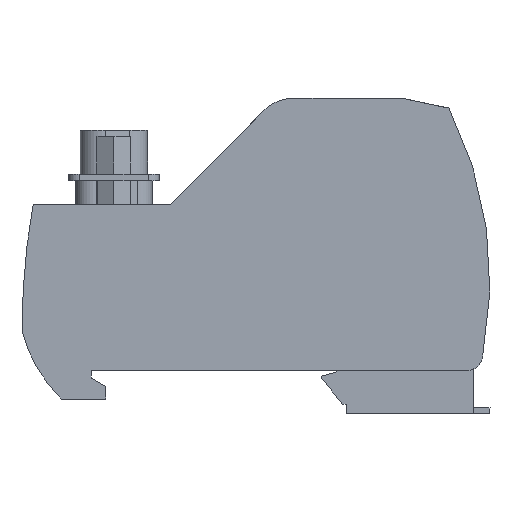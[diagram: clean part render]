
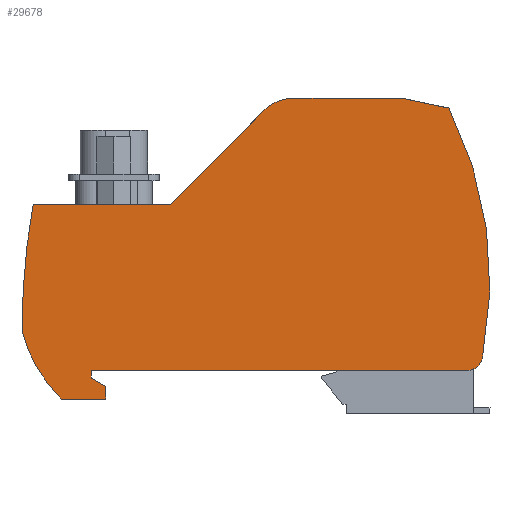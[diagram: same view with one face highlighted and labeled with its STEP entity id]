
A CAD part, left-side view. The second image highlights one B-rep face of the part: STEP entity #29678.
In plain terms, the highlighted face is planar.
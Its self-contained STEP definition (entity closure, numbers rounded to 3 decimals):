
#236=CIRCLE('',#30020,5.504);
#350=CIRCLE('',#30388,53.395);
#384=CIRCLE('',#30581,20.);
#433=CIRCLE('',#30920,2.13);
#450=CIRCLE('',#31155,100.);
#6335=ORIENTED_EDGE('',*,*,#8638,.T.);
#6336=ORIENTED_EDGE('',*,*,#8168,.T.);
#6337=ORIENTED_EDGE('',*,*,#9118,.F.);
#6338=ORIENTED_EDGE('',*,*,#9073,.F.);
#6339=ORIENTED_EDGE('',*,*,#9253,.F.);
#6340=ORIENTED_EDGE('',*,*,#6931,.T.);
#6341=ORIENTED_EDGE('',*,*,#9160,.T.);
#6342=ORIENTED_EDGE('',*,*,#8248,.T.);
#6343=ORIENTED_EDGE('',*,*,#9270,.T.);
#6344=ORIENTED_EDGE('',*,*,#9300,.T.);
#6345=ORIENTED_EDGE('',*,*,#7278,.T.);
#6346=ORIENTED_EDGE('',*,*,#7265,.T.);
#6347=ORIENTED_EDGE('',*,*,#8647,.T.);
#6348=ORIENTED_EDGE('',*,*,#9308,.T.);
#6931=EDGE_CURVE('',#9846,#9850,#11735,.T.);
#7265=EDGE_CURVE('',#10129,#10127,#12052,.T.);
#7278=EDGE_CURVE('',#10138,#10129,#236,.T.);
#8168=EDGE_CURVE('',#10787,#10788,#12845,.T.);
#8248=EDGE_CURVE('',#10832,#10833,#350,.T.);
#8638=EDGE_CURVE('',#11038,#10787,#384,.T.);
#8647=EDGE_CURVE('',#10127,#11041,#13282,.T.);
#9073=EDGE_CURVE('',#11190,#11189,#13670,.T.);
#9118=EDGE_CURVE('',#11189,#10788,#13710,.T.);
#9160=EDGE_CURVE('',#9850,#10832,#433,.T.);
#9253=EDGE_CURVE('',#9846,#11190,#13833,.T.);
#9270=EDGE_CURVE('',#10833,#11246,#13845,.T.);
#9300=EDGE_CURVE('',#11246,#10138,#13870,.T.);
#9308=EDGE_CURVE('',#11041,#11038,#450,.T.);
#9846=VERTEX_POINT('',#38085);
#9850=VERTEX_POINT('',#38094);
#10127=VERTEX_POINT('',#38768);
#10129=VERTEX_POINT('',#38771);
#10138=VERTEX_POINT('',#38794);
#10787=VERTEX_POINT('',#40563);
#10788=VERTEX_POINT('',#40565);
#10832=VERTEX_POINT('',#40712);
#10833=VERTEX_POINT('',#40714);
#11038=VERTEX_POINT('',#41468);
#11041=VERTEX_POINT('',#41483);
#11189=VERTEX_POINT('',#42286);
#11190=VERTEX_POINT('',#42288);
#11246=VERTEX_POINT('',#42713);
#11735=LINE('',#38095,#14364);
#12052=LINE('',#38770,#14681);
#12845=LINE('',#40566,#15474);
#13282=LINE('',#41484,#15911);
#13670=LINE('',#42289,#16299);
#13710=LINE('',#42381,#16339);
#13833=LINE('',#42674,#16462);
#13845=LINE('',#42714,#16474);
#13870=LINE('',#42804,#16499);
#14364=VECTOR('',#32167,1000.);
#14681=VECTOR('',#32644,1000.);
#15474=VECTOR('',#34123,1000.);
#15911=VECTOR('',#35016,1000.);
#16299=VECTOR('',#35940,1000.);
#16339=VECTOR('',#36052,1000.);
#16462=VECTOR('',#36443,1000.);
#16474=VECTOR('',#36503,1000.);
#16499=VECTOR('',#36652,1000.);
#17847=EDGE_LOOP('',(#6335,#6336,#6337,#6338,#6339,#6340,#6341,#6342,#6343,
#6344,#6345,#6346,#6347,#6348));
#19190=FACE_BOUND('',#17847,.T.);
#20263=PLANE('',#31185);
#29678=ADVANCED_FACE('',(#19190),#20263,.T.);
#30020=AXIS2_PLACEMENT_3D('',#38797,#32666,#32667);
#30388=AXIS2_PLACEMENT_3D('',#40715,#34258,#34259);
#30581=AXIS2_PLACEMENT_3D('',#41469,#35000,#35001);
#30920=AXIS2_PLACEMENT_3D('',#42463,#36151,#36152);
#31155=AXIS2_PLACEMENT_3D('',#42858,#36752,#36753);
#31185=AXIS2_PLACEMENT_3D('',#42888,#36812,#36813);
#32167=DIRECTION('',(1.,0.,0.));
#32644=DIRECTION('',(-0.707,-0.707,0.));
#32666=DIRECTION('',(0.,0.,1.));
#32667=DIRECTION('',(1.,0.,0.));
#34123=DIRECTION('',(1.,0.,0.));
#34258=DIRECTION('',(0.,0.,1.));
#34259=DIRECTION('',(1.,0.,0.));
#35000=DIRECTION('',(0.,0.,1.));
#35001=DIRECTION('',(1.,0.,0.));
#35016=DIRECTION('',(-1.,0.,0.));
#35940=DIRECTION('',(0.866,-0.5,0.));
#36052=DIRECTION('',(0.,-1.,0.));
#36151=DIRECTION('',(0.,0.,1.));
#36152=DIRECTION('',(1.,0.,0.));
#36443=DIRECTION('',(0.,-1.,0.));
#36503=DIRECTION('',(-0.978,0.208,0.));
#36652=DIRECTION('',(-1.,0.,0.));
#36752=DIRECTION('',(0.,0.,1.));
#36753=DIRECTION('',(1.,0.,0.));
#36812=DIRECTION('',(0.,0.,1.));
#36813=DIRECTION('',(1.,0.,0.));
#38085=CARTESIAN_POINT('',(-54.35,1.2,76.81));
#38094=CARTESIAN_POINT('',(-2.13,1.2,76.81));
#38095=CARTESIAN_POINT('',(0.,1.2,76.81));
#38768=CARTESIAN_POINT('',(-43.38,24.25,76.81));
#38770=CARTESIAN_POINT('',(-47.348,20.283,76.81));
#38771=CARTESIAN_POINT('',(-30.272,37.358,76.81));
#38794=CARTESIAN_POINT('',(-26.38,38.97,76.81));
#38797=CARTESIAN_POINT('',(-26.38,33.466,76.81));
#40563=CARTESIAN_POINT('',(-58.5,-2.8,76.81));
#40565=CARTESIAN_POINT('',(-52.35,-2.8,76.81));
#40566=CARTESIAN_POINT('',(0.,-2.8,76.81));
#40712=CARTESIAN_POINT('',(0.,3.33,76.81));
#40714=CARTESIAN_POINT('',(-4.69,37.6,76.81));
#40715=CARTESIAN_POINT('',(-52.395,13.615,76.81));
#41468=CARTESIAN_POINT('',(-64.,6.7,76.81));
#41469=CARTESIAN_POINT('',(-44.606,11.586,76.81));
#41483=CARTESIAN_POINT('',(-62.448,24.25,76.81));
#41484=CARTESIAN_POINT('',(-62.112,24.25,76.81));
#42286=CARTESIAN_POINT('',(-52.35,-1.055,76.81));
#42288=CARTESIAN_POINT('',(-54.35,0.1,76.81));
#42289=CARTESIAN_POINT('',(0.,-31.279,76.81));
#42381=CARTESIAN_POINT('',(-52.35,0.,76.81));
#42463=CARTESIAN_POINT('',(-2.13,3.33,76.81));
#42674=CARTESIAN_POINT('',(-54.35,0.,76.81));
#42713=CARTESIAN_POINT('',(-11.135,38.97,76.81));
#42714=CARTESIAN_POINT('',(-4.69,37.6,76.81));
#42804=CARTESIAN_POINT('',(-11.135,38.97,76.81));
#42858=CARTESIAN_POINT('',(36.,6.7,76.81));
#42888=CARTESIAN_POINT('',(-28.515,1.45,76.81));
